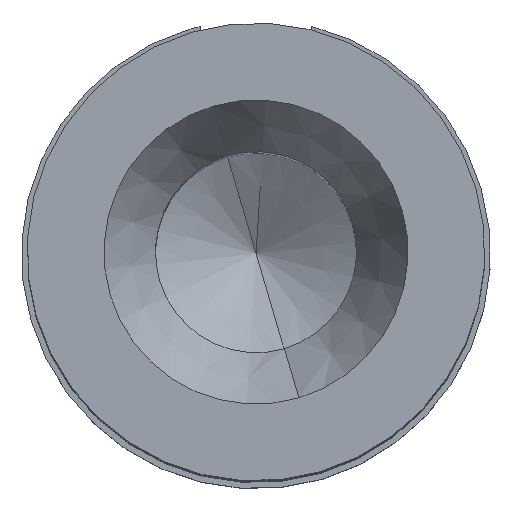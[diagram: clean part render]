
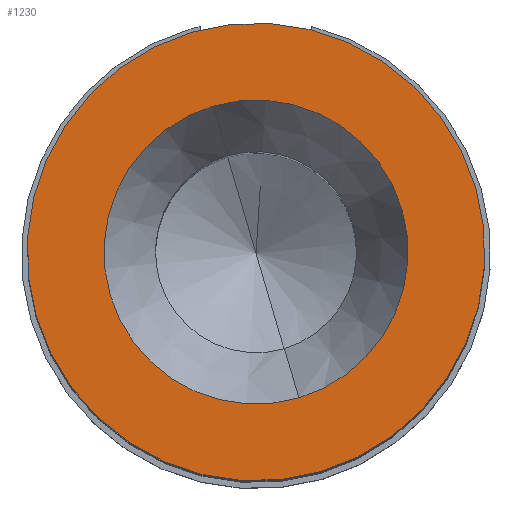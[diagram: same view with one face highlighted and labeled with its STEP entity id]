
A CAD part, top view. The second image highlights one B-rep face of the part: STEP entity #1230.
In plain terms, the highlighted planar face has unit normal (0, 0, 1).
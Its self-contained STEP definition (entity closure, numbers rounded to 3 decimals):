
#282=AXIS2_PLACEMENT_3D('Circle Axis2P3D',#280,#281,$) ;
#301=AXIS2_PLACEMENT_3D('Circle Axis2P3D',#299,#300,$) ;
#318=AXIS2_PLACEMENT_3D('Circle Axis2P3D',#316,#317,$) ;
#353=AXIS2_PLACEMENT_3D('Circle Axis2P3D',#351,#352,$) ;
#1220=AXIS2_PLACEMENT_3D('Plane Axis2P3D',#1217,#1218,#1219) ;
#277=CARTESIAN_POINT('Vertex',(2.677,0.133,24.25)) ;
#280=CARTESIAN_POINT('Axis2P3D Location',(2.1,2.1,24.25)) ;
#284=CARTESIAN_POINT('Vertex',(1.523,4.067,24.25)) ;
#299=CARTESIAN_POINT('Axis2P3D Location',(2.1,2.1,24.25)) ;
#316=CARTESIAN_POINT('Axis2P3D Location',(2.1,2.1,24.25)) ;
#320=CARTESIAN_POINT('Vertex',(2.483,0.793,24.25)) ;
#322=CARTESIAN_POINT('Vertex',(1.717,3.407,24.25)) ;
#351=CARTESIAN_POINT('Axis2P3D Location',(2.1,2.1,24.25)) ;
#1217=CARTESIAN_POINT('Axis2P3D Location',(3.55,0.65,24.25)) ;
#281=DIRECTION('Axis2P3D Direction',(0.,0.,-1.)) ;
#300=DIRECTION('Axis2P3D Direction',(0.,0.,-1.)) ;
#317=DIRECTION('Axis2P3D Direction',(0.,0.,1.)) ;
#352=DIRECTION('Axis2P3D Direction',(0.,0.,1.)) ;
#1218=DIRECTION('Axis2P3D Direction',(0.,0.,-1.)) ;
#1219=DIRECTION('Axis2P3D XDirection',(1.,0.,0.)) ;
#1223=ORIENTED_EDGE('',*,*,#286,.F.) ;
#1224=ORIENTED_EDGE('',*,*,#303,.F.) ;
#1227=ORIENTED_EDGE('',*,*,#355,.T.) ;
#1228=ORIENTED_EDGE('',*,*,#324,.T.) ;
#1229=FACE_BOUND('',#1226,.T.) ;
#1230=ADVANCED_FACE('Hauptkoerper',(#1225,#1229),#1221,.F.) ;
#283=CIRCLE('generated circle',#282,2.05) ;
#302=CIRCLE('generated circle',#301,2.05) ;
#319=CIRCLE('generated circle',#318,1.362) ;
#354=CIRCLE('generated circle',#353,1.362) ;
#286=EDGE_CURVE('',#278,#285,#283,.T.) ;
#303=EDGE_CURVE('',#285,#278,#302,.T.) ;
#324=EDGE_CURVE('',#321,#323,#319,.F.) ;
#355=EDGE_CURVE('',#323,#321,#354,.F.) ;
#1222=EDGE_LOOP('',(#1223,#1224)) ;
#1226=EDGE_LOOP('',(#1227,#1228)) ;
#1225=FACE_OUTER_BOUND('',#1222,.T.) ;
#1221=PLANE('',#1220) ;
#278=VERTEX_POINT('',#277) ;
#285=VERTEX_POINT('',#284) ;
#321=VERTEX_POINT('',#320) ;
#323=VERTEX_POINT('',#322) ;
